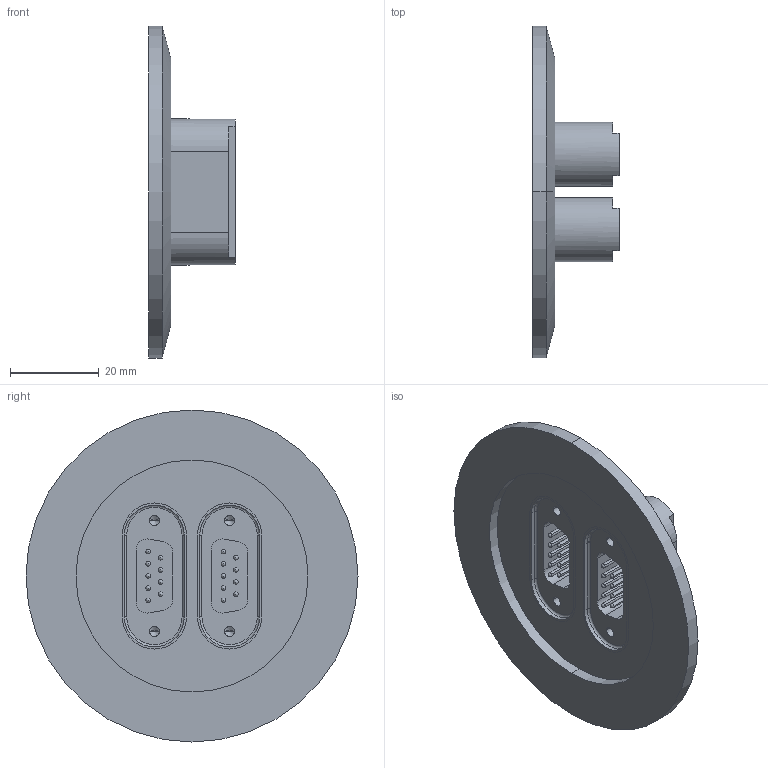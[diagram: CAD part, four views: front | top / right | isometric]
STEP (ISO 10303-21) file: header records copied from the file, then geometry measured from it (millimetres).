
FILE_DESCRIPTION (( 'STEP AP214' ), '1' );
FILE_NAME ('210-D09-K50-2.step', '2025-02-17T20:20:50', ( '' ), ( '' ), 'SwSTEP 2.0', 'SolidWorks 2022', '' );
FILE_SCHEMA (( 'AUTOMOTIVE_DESIGN' ));
Length unit declared in the file: millimetre
Products named in the file (5): 210-D09-K50-2; 9210-D09-K50-2_DN50 KF; 218-D9-37-SS_218-D09-SS; 9218-D9-37-SS-V22_9pin 1mm beschr. allectra; 9210-PIN-FENI_Pin vergoldet
Assembly tree (13 placements, depth 3):
  210-D09-K50-2
    9210-D09-K50-2_DN50 KF
    218-D9-37-SS_218-D09-SS  x2
      9218-D9-37-SS-V22_9pin 1mm beschr. allectra
      9210-PIN-FENI_Pin vergoldet
Bounding box: 19.5 x 75 x 75 mm (x, y, z)
Volume: 22836.7 mm3; surface area: 15951 mm2
Topology: 21 solids, 21 shells, 621 faces, 1688 edges, 1106 vertices
Faces by surface type: plane 295, cylinder 214, bspline 54, sphere 36, cone 18, torus 4
Entity records: 10835 total; most frequent: CARTESIAN_POINT 3333, ORIENTED_EDGE 1514, DIRECTION 1459, EDGE_CURVE 757, VECTOR 503, LINE 503, VERTEX_POINT 500, AXIS2_PLACEMENT_3D 478
